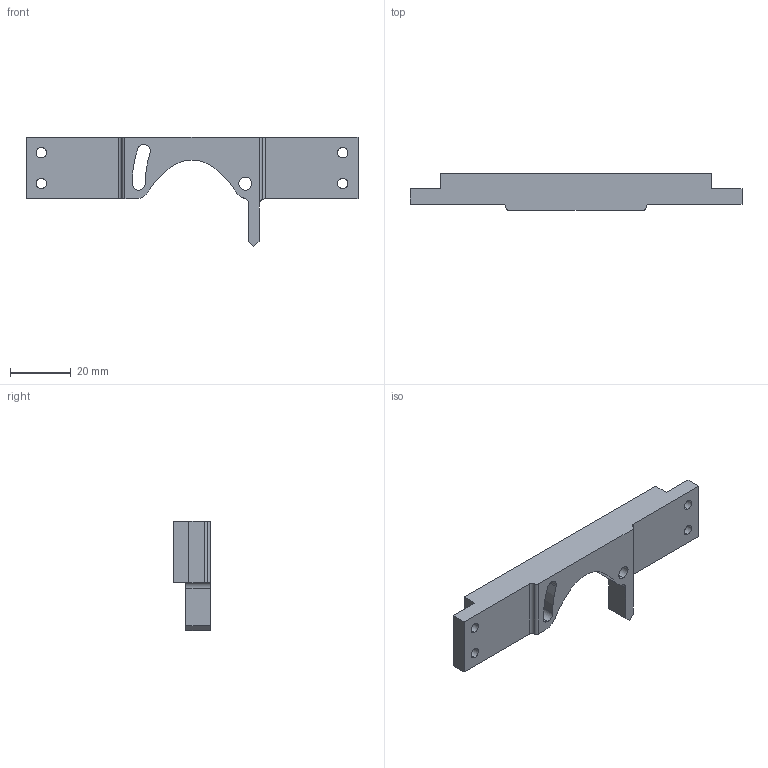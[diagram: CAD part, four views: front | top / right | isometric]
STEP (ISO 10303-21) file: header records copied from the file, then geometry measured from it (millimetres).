
FILE_DESCRIPTION (( 'STEP AP203' ), '1' );
FILE_NAME ('22_RAmotor_mount_low_v4_200x200.step', '2020-05-23T22:36:33', ( '' ), ( '' ), 'SwSTEP 2.0', 'SolidWorks 2019', '' );
FILE_SCHEMA (( 'CONFIG_CONTROL_DESIGN' ));
Length unit declared in the file: millimetre
Products named in the file (1): 22_RAmotor_mount_low_v4_200x200
Bounding box: 109 x 12 x 35.89 mm (x, y, z)
Volume: 17346.9 mm3; surface area: 7603.7 mm2
Topology: 1 solids, 1 shells, 54 faces, 148 edges, 98 vertices
Faces by surface type: cylinder 34, plane 20
Entity records: 1863 total; most frequent: CARTESIAN_POINT 325, DIRECTION 322, ORIENTED_EDGE 296, EDGE_CURVE 148, AXIS2_PLACEMENT_3D 121, VERTEX_POINT 98, LINE 80, VECTOR 80
